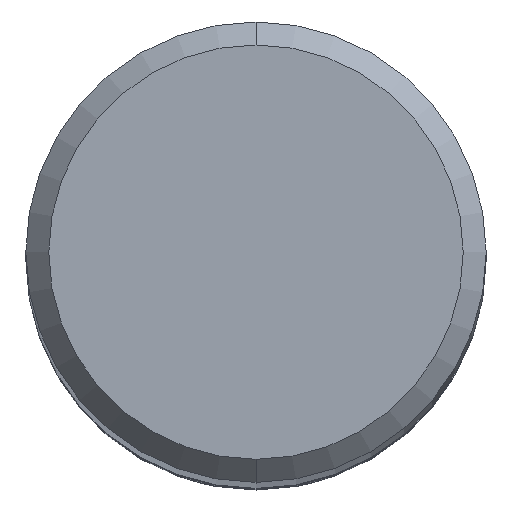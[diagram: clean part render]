
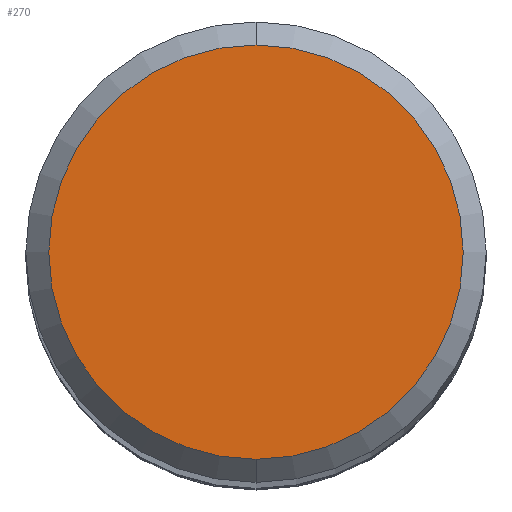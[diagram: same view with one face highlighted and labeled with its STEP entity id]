
A CAD part, top view. The second image highlights one B-rep face of the part: STEP entity #270.
In plain terms, the highlighted planar face has unit normal (0, 0, 1).
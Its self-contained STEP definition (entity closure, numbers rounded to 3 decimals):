
#270=ADVANCED_FACE('',(#603),#604,.T.);
#314=EDGE_CURVE('',#444,#410,#651,.T.);
#356=EDGE_CURVE('',#410,#444,#697,.T.);
#410=VERTEX_POINT('',#756);
#444=VERTEX_POINT('',#793);
#603=FACE_OUTER_BOUND('',#1089,.T.);
#604=PLANE('',#1090);
#651=CIRCLE('',#1181,4.5);
#697=CIRCLE('',#1302,4.5);
#756=CARTESIAN_POINT('',(0.,-4.5,0.0));
#793=CARTESIAN_POINT('',(0.0,4.5,0.0));
#1089=EDGE_LOOP('',(#1671,#1672));
#1090=AXIS2_PLACEMENT_3D('',#1673,#1674,#1675);
#1181=AXIS2_PLACEMENT_3D('',#1718,#1719,#1720);
#1302=AXIS2_PLACEMENT_3D('',#1765,#1766,#1767);
#1671=ORIENTED_EDGE('',*,*,#314,.F.);
#1672=ORIENTED_EDGE('',*,*,#356,.F.);
#1673=CARTESIAN_POINT('',(0.0,2.25,0.0));
#1674=DIRECTION('',(-0.0,0.0,1.0));
#1675=DIRECTION('',(0.0,-1.0,0.0));
#1718=CARTESIAN_POINT('',(0.0,0.0,0.0));
#1719=DIRECTION('',(0.0,0.0,-1.0));
#1720=DIRECTION('',(0.0,1.0,0.0));
#1765=CARTESIAN_POINT('',(0.0,0.0,0.0));
#1766=DIRECTION('',(0.0,0.0,-1.0));
#1767=DIRECTION('',(0.0,1.0,0.0));
